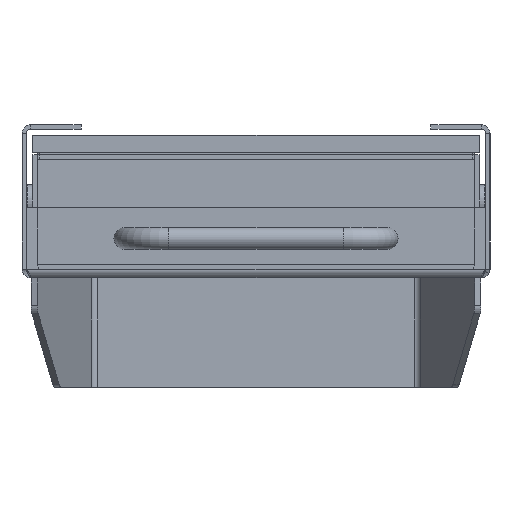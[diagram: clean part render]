
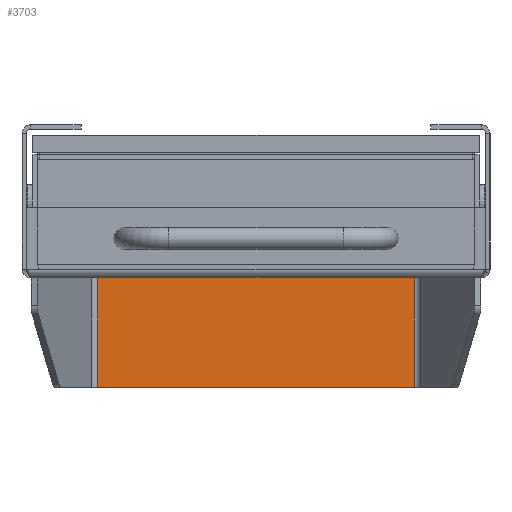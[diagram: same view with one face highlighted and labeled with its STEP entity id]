
A CAD part, left-side view. The second image highlights one B-rep face of the part: STEP entity #3703.
In plain terms, the highlighted planar face has unit normal (-1, 0, 0).
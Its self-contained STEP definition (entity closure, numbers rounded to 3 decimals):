
#221=LINE('',#5621,#560);
#225=LINE('',#5636,#564);
#228=LINE('',#5642,#567);
#229=LINE('',#5644,#568);
#560=VECTOR('',#4642,10.);
#564=VECTOR('',#4660,10.);
#567=VECTOR('',#4669,10.);
#568=VECTOR('',#4672,10.);
#955=FACE_OUTER_BOUND('',#1188,.T.);
#1188=EDGE_LOOP('',(#2666,#2667,#2668,#2669));
#1593=VERTEX_POINT('',#5613);
#1594=VERTEX_POINT('',#5619);
#1597=VERTEX_POINT('',#5629);
#1598=VERTEX_POINT('',#5635);
#1960=EDGE_CURVE('',#1593,#1594,#221,.T.);
#1967=EDGE_CURVE('',#1598,#1597,#225,.T.);
#1971=EDGE_CURVE('',#1593,#1597,#228,.T.);
#1972=EDGE_CURVE('',#1598,#1594,#229,.T.);
#2666=ORIENTED_EDGE('',*,*,#1960,.T.);
#2667=ORIENTED_EDGE('',*,*,#1972,.F.);
#2668=ORIENTED_EDGE('',*,*,#1967,.T.);
#2669=ORIENTED_EDGE('',*,*,#1971,.F.);
#3308=PLANE('',#4024);
#3703=ADVANCED_FACE('',(#955),#3308,.F.);
#4024=AXIS2_PLACEMENT_3D('',#5643,#4670,#4671);
#4642=DIRECTION('',(0.,0.,1.));
#4660=DIRECTION('',(0.,0.,-1.));
#4669=DIRECTION('',(0.,1.,0.));
#4670=DIRECTION('center_axis',(1.,0.,0.));
#4671=DIRECTION('ref_axis',(0.,0.,-1.));
#4672=DIRECTION('',(0.,-1.,0.));
#5613=CARTESIAN_POINT('',(-56.,-72.396,-50.));
#5619=CARTESIAN_POINT('',(-56.,-72.396,0.));
#5621=CARTESIAN_POINT('',(-56.,-72.396,-12.5));
#5629=CARTESIAN_POINT('',(-56.,72.396,-50.));
#5635=CARTESIAN_POINT('',(-56.,72.396,0.));
#5636=CARTESIAN_POINT('',(-56.,72.396,-37.5));
#5642=CARTESIAN_POINT('',(-56.,-77.,-50.));
#5643=CARTESIAN_POINT('Origin',(-56.,0.,
-25.));
#5644=CARTESIAN_POINT('',(-56.,0.,0.));
